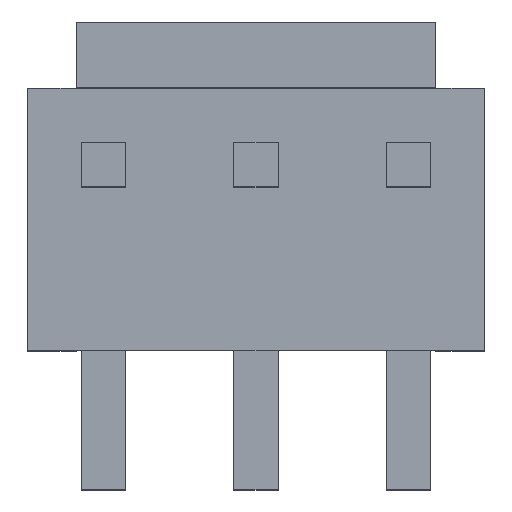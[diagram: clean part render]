
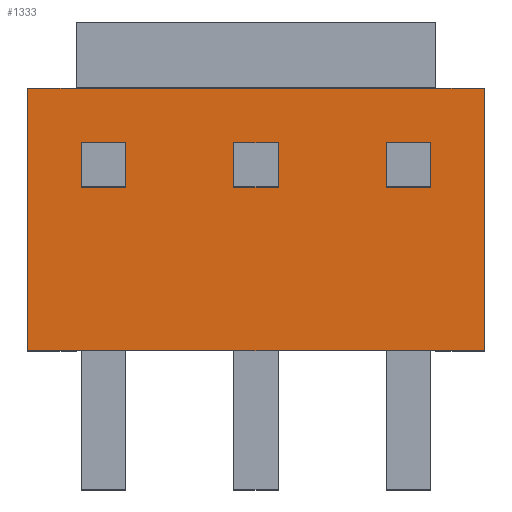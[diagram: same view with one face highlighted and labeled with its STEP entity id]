
A CAD part, top view. The second image highlights one B-rep face of the part: STEP entity #1333.
In plain terms, the highlighted planar face has unit normal (0, 0, 1).
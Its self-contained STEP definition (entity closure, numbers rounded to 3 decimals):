
#32=FACE_BOUND('',#111,.T.);
#33=FACE_BOUND('',#112,.T.);
#34=FACE_BOUND('',#113,.T.);
#40=FACE_OUTER_BOUND('',#110,.T.);
#110=EDGE_LOOP('',(#842,#843,#844,#845,#846,#847));
#111=EDGE_LOOP('',(#848,#849,#850,#851));
#112=EDGE_LOOP('',(#852,#853,#854,#855));
#113=EDGE_LOOP('',(#856,#857,#858,#859));
#184=LINE('',#1845,#356);
#188=LINE('',#1853,#360);
#191=LINE('',#1860,#363);
#192=LINE('',#1862,#364);
#193=LINE('',#1864,#365);
#194=LINE('',#1866,#366);
#195=LINE('',#1868,#367);
#196=LINE('',#1869,#368);
#197=LINE('',#1872,#369);
#198=LINE('',#1874,#370);
#199=LINE('',#1876,#371);
#200=LINE('',#1877,#372);
#201=LINE('',#1880,#373);
#202=LINE('',#1882,#374);
#203=LINE('',#1884,#375);
#204=LINE('',#1885,#376);
#205=LINE('',#1887,#377);
#206=LINE('',#1888,#378);
#356=VECTOR('',#1507,1.14);
#360=VECTOR('',#1513,1.14);
#363=VECTOR('',#1518,6.8);
#364=VECTOR('',#1519,11.82);
#365=VECTOR('',#1520,6.8);
#366=VECTOR('',#1521,1.25);
#367=VECTOR('',#1522,9.32);
#368=VECTOR('',#1523,1.25);
#369=VECTOR('',#1524,1.14);
#370=VECTOR('',#1525,1.14);
#371=VECTOR('',#1526,1.14);
#372=VECTOR('',#1527,1.14);
#373=VECTOR('',#1528,1.14);
#374=VECTOR('',#1529,1.14);
#375=VECTOR('',#1530,1.14);
#376=VECTOR('',#1531,1.14);
#377=VECTOR('',#1532,1.14);
#378=VECTOR('',#1533,1.14);
#528=VERTEX_POINT('',#1843);
#529=VERTEX_POINT('',#1844);
#532=VERTEX_POINT('',#1852);
#534=VERTEX_POINT('',#1858);
#535=VERTEX_POINT('',#1859);
#536=VERTEX_POINT('',#1861);
#537=VERTEX_POINT('',#1863);
#538=VERTEX_POINT('',#1865);
#539=VERTEX_POINT('',#1867);
#540=VERTEX_POINT('',#1870);
#541=VERTEX_POINT('',#1871);
#542=VERTEX_POINT('',#1873);
#543=VERTEX_POINT('',#1875);
#544=VERTEX_POINT('',#1878);
#545=VERTEX_POINT('',#1879);
#546=VERTEX_POINT('',#1881);
#547=VERTEX_POINT('',#1883);
#548=VERTEX_POINT('',#1886);
#650=EDGE_CURVE('',#528,#529,#184,.T.);
#654=EDGE_CURVE('',#529,#532,#188,.T.);
#657=EDGE_CURVE('',#534,#535,#191,.T.);
#658=EDGE_CURVE('',#536,#535,#192,.T.);
#659=EDGE_CURVE('',#537,#536,#193,.T.);
#660=EDGE_CURVE('',#537,#538,#194,.T.);
#661=EDGE_CURVE('',#538,#539,#195,.T.);
#662=EDGE_CURVE('',#539,#534,#196,.T.);
#663=EDGE_CURVE('',#540,#541,#197,.T.);
#664=EDGE_CURVE('',#541,#542,#198,.T.);
#665=EDGE_CURVE('',#542,#543,#199,.T.);
#666=EDGE_CURVE('',#543,#540,#200,.T.);
#667=EDGE_CURVE('',#544,#545,#201,.T.);
#668=EDGE_CURVE('',#545,#546,#202,.T.);
#669=EDGE_CURVE('',#546,#547,#203,.T.);
#670=EDGE_CURVE('',#547,#544,#204,.T.);
#671=EDGE_CURVE('',#532,#548,#205,.T.);
#672=EDGE_CURVE('',#548,#528,#206,.T.);
#842=ORIENTED_EDGE('',*,*,#657,.T.);
#843=ORIENTED_EDGE('',*,*,#658,.F.);
#844=ORIENTED_EDGE('',*,*,#659,.F.);
#845=ORIENTED_EDGE('',*,*,#660,.T.);
#846=ORIENTED_EDGE('',*,*,#661,.T.);
#847=ORIENTED_EDGE('',*,*,#662,.T.);
#848=ORIENTED_EDGE('',*,*,#663,.T.);
#849=ORIENTED_EDGE('',*,*,#664,.T.);
#850=ORIENTED_EDGE('',*,*,#665,.T.);
#851=ORIENTED_EDGE('',*,*,#666,.T.);
#852=ORIENTED_EDGE('',*,*,#667,.T.);
#853=ORIENTED_EDGE('',*,*,#668,.T.);
#854=ORIENTED_EDGE('',*,*,#669,.T.);
#855=ORIENTED_EDGE('',*,*,#670,.T.);
#856=ORIENTED_EDGE('',*,*,#671,.T.);
#857=ORIENTED_EDGE('',*,*,#672,.T.);
#858=ORIENTED_EDGE('',*,*,#650,.T.);
#859=ORIENTED_EDGE('',*,*,#654,.T.);
#1204=PLANE('',#1423);
#1333=ADVANCED_FACE('',(#40,#32,#33,#34),#1204,.F.);
#1423=AXIS2_PLACEMENT_3D('',#1857,#1516,#1517);
#1507=DIRECTION('',(1.,0.,0.));
#1513=DIRECTION('',(0.,-1.,0.));
#1516=DIRECTION('center_axis',(0.,0.,-1.));
#1517=DIRECTION('ref_axis',(-1.,0.,0.));
#1518=DIRECTION('',(0.,-1.,0.));
#1519=DIRECTION('',(-1.,0.,0.));
#1520=DIRECTION('',(0.,-1.,0.));
#1521=DIRECTION('',(-1.,0.,0.));
#1522=DIRECTION('',(-1.,0.,0.));
#1523=DIRECTION('',(-1.,0.,0.));
#1524=DIRECTION('',(-1.,0.,0.));
#1525=DIRECTION('',(0.,1.,0.));
#1526=DIRECTION('',(1.,0.,0.));
#1527=DIRECTION('',(0.,-1.,0.));
#1528=DIRECTION('',(-1.,0.,0.));
#1529=DIRECTION('',(0.,1.,0.));
#1530=DIRECTION('',(1.,0.,0.));
#1531=DIRECTION('',(0.,-1.,0.));
#1532=DIRECTION('',(-1.,0.,0.));
#1533=DIRECTION('',(0.,1.,0.));
#1843=CARTESIAN_POINT('',(-4.53,5.37,0.75));
#1844=CARTESIAN_POINT('',(-3.39,5.37,0.75));
#1845=CARTESIAN_POINT('',(-4.53,5.37,0.75));
#1852=CARTESIAN_POINT('',(-3.39,4.23,0.75));
#1853=CARTESIAN_POINT('',(-3.39,5.37,0.75));
#1857=CARTESIAN_POINT('Origin',(5.91,6.8,0.75));
#1858=CARTESIAN_POINT('',(-5.91,6.8,0.75));
#1859=CARTESIAN_POINT('',(-5.91,0.,0.75));
#1860=CARTESIAN_POINT('',(-5.91,6.8,0.75));
#1861=CARTESIAN_POINT('',(5.91,0.,0.75));
#1862=CARTESIAN_POINT('',(5.91,0.,0.75));
#1863=CARTESIAN_POINT('',(5.91,6.8,0.75));
#1864=CARTESIAN_POINT('',(5.91,6.8,0.75));
#1865=CARTESIAN_POINT('',(4.66,6.8,0.75));
#1866=CARTESIAN_POINT('',(5.91,6.8,0.75));
#1867=CARTESIAN_POINT('',(-4.66,6.8,0.75));
#1868=CARTESIAN_POINT('',(4.66,6.8,0.75));
#1869=CARTESIAN_POINT('',(-4.66,6.8,0.75));
#1870=CARTESIAN_POINT('',(0.57,4.23,0.75));
#1871=CARTESIAN_POINT('',(-0.57,4.23,0.75));
#1872=CARTESIAN_POINT('',(0.57,4.23,0.75));
#1873=CARTESIAN_POINT('',(-0.57,5.37,0.75));
#1874=CARTESIAN_POINT('',(-0.57,4.23,0.75));
#1875=CARTESIAN_POINT('',(0.57,5.37,0.75));
#1876=CARTESIAN_POINT('',(-0.57,5.37,0.75));
#1877=CARTESIAN_POINT('',(0.57,5.37,0.75));
#1878=CARTESIAN_POINT('',(4.53,4.23,0.75));
#1879=CARTESIAN_POINT('',(3.39,4.23,0.75));
#1880=CARTESIAN_POINT('',(4.53,4.23,0.75));
#1881=CARTESIAN_POINT('',(3.39,5.37,0.75));
#1882=CARTESIAN_POINT('',(3.39,4.23,0.75));
#1883=CARTESIAN_POINT('',(4.53,5.37,0.75));
#1884=CARTESIAN_POINT('',(3.39,5.37,0.75));
#1885=CARTESIAN_POINT('',(4.53,5.37,0.75));
#1886=CARTESIAN_POINT('',(-4.53,4.23,0.75));
#1887=CARTESIAN_POINT('',(-3.39,4.23,0.75));
#1888=CARTESIAN_POINT('',(-4.53,4.23,0.75));
